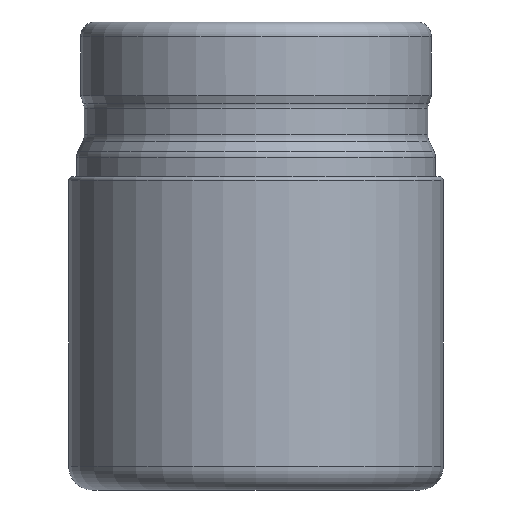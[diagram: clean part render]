
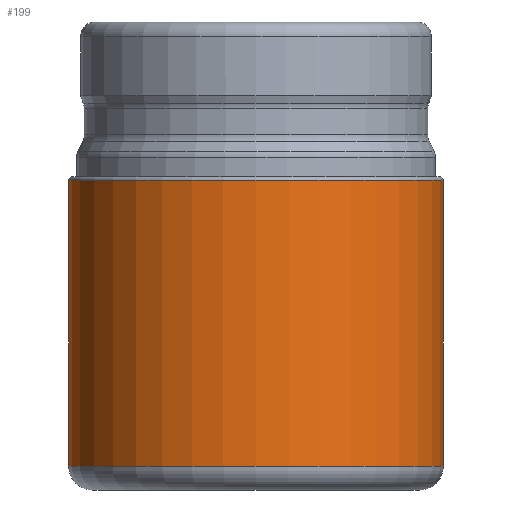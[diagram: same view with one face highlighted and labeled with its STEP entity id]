
A CAD part, front view. The second image highlights one B-rep face of the part: STEP entity #199.
In plain terms, the highlighted cylindrical face has radius 25.4 mm (diameter 50.8 mm), a partial arc.
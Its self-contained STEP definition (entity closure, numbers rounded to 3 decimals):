
#64=CYLINDRICAL_SURFACE('',#1401,25.4);
#122=FACE_OUTER_BOUND('',#300,.T.);
#199=ADVANCED_FACE('',(#122),#64,.T.);
#300=EDGE_LOOP('',(#396,#397,#398,#399));
#396=ORIENTED_EDGE('',*,*,#868,.T.);
#397=ORIENTED_EDGE('',*,*,#867,.T.);
#398=ORIENTED_EDGE('',*,*,#869,.F.);
#399=ORIENTED_EDGE('',*,*,#870,.T.);
#756=VERTEX_POINT('',#2184);
#757=VERTEX_POINT('',#2186);
#758=VERTEX_POINT('',#2192);
#759=VERTEX_POINT('',#2194);
#867=EDGE_CURVE('',#756,#757,#1062,.T.);
#868=EDGE_CURVE('',#758,#756,#1246,.T.);
#869=EDGE_CURVE('',#759,#757,#1247,.T.);
#870=EDGE_CURVE('',#759,#758,#1063,.T.);
#1062=CIRCLE('',#1398,25.4);
#1063=CIRCLE('',#1400,25.4);
#1246=LINE('',#2191,#1288);
#1247=LINE('',#2193,#1289);
#1288=VECTOR('',#1663,1.);
#1289=VECTOR('',#1664,1.);
#1398=AXIS2_PLACEMENT_3D('',#2189,#1659,#1660);
#1400=AXIS2_PLACEMENT_3D('',#2195,#1665,#1666);
#1401=AXIS2_PLACEMENT_3D('',#2196,#1667,#1668);
#1659=DIRECTION('',(0.,0.,1.));
#1660=DIRECTION('',(-1.,0.,0.));
#1663=DIRECTION('',(0.,0.,-1.));
#1664=DIRECTION('',(0.,0.,-1.));
#1665=DIRECTION('',(0.,0.,-1.));
#1666=DIRECTION('',(1.,0.,0.));
#1667=DIRECTION('',(0.,0.,-1.));
#1668=DIRECTION('',(-1.,0.,0.));
#2184=CARTESIAN_POINT('',(-25.4,0.,-60.3));
#2186=CARTESIAN_POINT('',(25.4,0.,-60.3));
#2189=CARTESIAN_POINT('',(0.,0.,-60.3));
#2191=CARTESIAN_POINT('',(-25.4,0.,-60.3));
#2192=CARTESIAN_POINT('',(-25.4,0.,-21.5));
#2193=CARTESIAN_POINT('',(25.4,0.,-60.3));
#2194=CARTESIAN_POINT('',(25.4,0.,-21.5));
#2195=CARTESIAN_POINT('',(0.,0.,-21.5));
#2196=CARTESIAN_POINT('',(0.,0.,-18.875));
